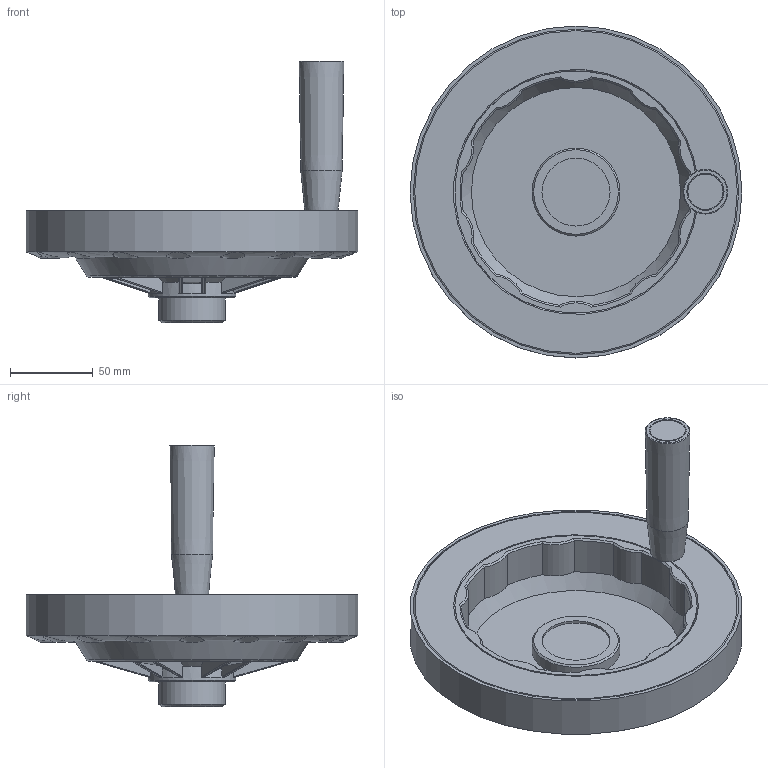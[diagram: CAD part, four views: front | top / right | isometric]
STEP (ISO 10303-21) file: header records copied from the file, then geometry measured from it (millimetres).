
FILE_DESCRIPTION( ( 'Unknown' ), '1' );
FILE_NAME( '6369025_PDA200_MEP.stp', 'Unknown', ( 'Unknown' ), ( 'Unknown' ), 'PSStep 11.0', 'Unknown', ' ' );
FILE_SCHEMA( ( 'AUTOMOTIVE_DESIGN { 1 0 10303 214 1 1 1 1 }' ) );
Length unit declared in the file: millimetre
Products named in the file (1): 6369025
Bounding box: 200 x 200 x 157.7 mm (x, y, z)
Volume: 455452.8 mm3; surface area: 164678.8 mm2
Topology: 1 solids, 5 shells, 392 faces, 963 edges, 593 vertices
Faces by surface type: plane 130, cylinder 85, bspline 78, cone 57, torus 42
Full cylindrical faces by diameter (mm): 5.1 x1, 5.3 x1, 6 x1, 8.3 x1, 8.376 x2, 8.7 x1, 9.6 x1, 10.2 x1, 10.75 x3, 13 x2, 13.06 x1, 17.28 x1, 21.6 x2, 22 x1, 40 x1, 41 x1, 53 x2, 191.12 x1, 196 x1, 200 x1
Entity records: 24642 total; most frequent: CARTESIAN_POINT 13175, ORIENTED_EDGE 1750, DIRECTION 1630, EDGE_CURVE 875, AXIS2_PLACEMENT_3D 692, VERTEX_POINT 569, EDGE_LOOP 472, FACE_OUTER_BOUND 433
